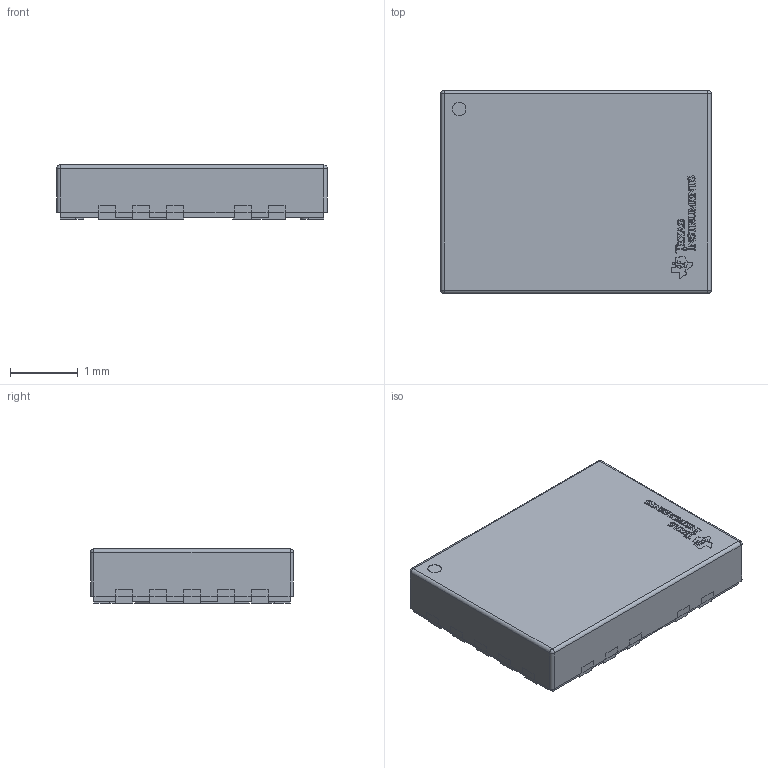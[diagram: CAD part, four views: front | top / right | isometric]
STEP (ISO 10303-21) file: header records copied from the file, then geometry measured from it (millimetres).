
FILE_DESCRIPTION(/* description */ (''),/* implementation_level */ '2;1');
FILE_NAME(/* name */ 'LMG1210RVRT.stp',/* time_stamp */ '2021-06-02T22:57:39+02:00',/* author */ ('AbuBakr'),/* organization */ (''),/* preprocessor_version */ 'ST-DEVELOPER v17',/* originating_system */ 'Autodesk Inventor 2019',/* authorisation */ '');
FILE_SCHEMA (('AUTOMOTIVE_DESIGN { 1 0 10303 214 3 1 1 }'));
Length unit declared in the file: millimetre
Products named in the file (5): RVR0019A; BODY-QFN_AF0; FRAME-RVR0019A_AF0; Pin1_Dot; Texas Instruments
Assembly tree (4 placements, depth 2):
  RVR0019A
    BODY-QFN_AF0
    FRAME-RVR0019A_AF0
    Pin1_Dot
    Texas Instruments
Bounding box: 4 x 3 x 0.8 mm (x, y, z)
Volume: 9.3 mm3; surface area: 64.2 mm2
Topology: 41 solids, 41 shells, 759 faces, 2007 edges, 1334 vertices
Faces by surface type: plane 542, bspline 166, cylinder 47, sphere 4
Full cylindrical faces by diameter (mm): 0.2 x1
Entity records: 25146 total; most frequent: CARTESIAN_POINT 6377, ORIENTED_EDGE 4014, DIRECTION 2989, EDGE_CURVE 2007, LINE 1581, VECTOR 1581, VERTEX_POINT 1334, STYLED_ITEM 788
